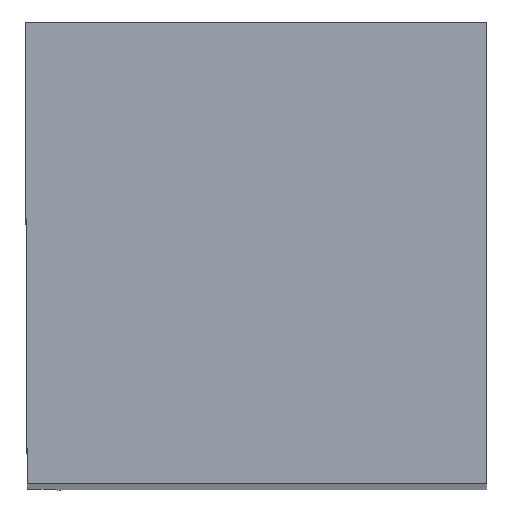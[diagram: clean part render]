
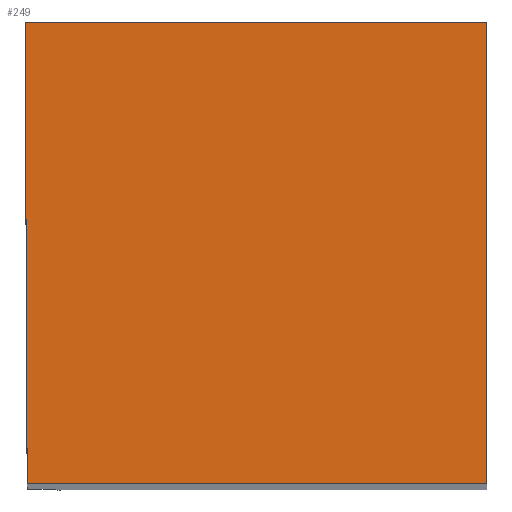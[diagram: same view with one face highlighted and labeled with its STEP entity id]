
A CAD part, top view. The second image highlights one B-rep face of the part: STEP entity #249.
In plain terms, the highlighted planar face has unit normal (0, 0, 1).
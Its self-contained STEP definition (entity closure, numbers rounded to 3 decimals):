
#124=LINE('',#1085,#172);
#125=LINE('',#1087,#173);
#126=LINE('',#1089,#174);
#127=LINE('',#1091,#175);
#172=VECTOR('',#889,1.);
#173=VECTOR('',#892,1.);
#174=VECTOR('',#893,1.);
#175=VECTOR('',#894,1.);
#217=FACE_OUTER_BOUND('',#342,.T.);
#249=ADVANCED_FACE('',(#217),#279,.T.);
#279=PLANE('',#775);
#342=EDGE_LOOP('',(#410,#411,#412,#413));
#410=ORIENTED_EDGE('',*,*,#604,.T.);
#411=ORIENTED_EDGE('',*,*,#603,.T.);
#412=ORIENTED_EDGE('',*,*,#605,.T.);
#413=ORIENTED_EDGE('',*,*,#606,.F.);
#543=VERTEX_POINT('',#1080);
#545=VERTEX_POINT('',#1084);
#546=VERTEX_POINT('',#1088);
#547=VERTEX_POINT('',#1090);
#603=EDGE_CURVE('',#543,#545,#124,.T.);
#604=EDGE_CURVE('',#546,#543,#125,.T.);
#605=EDGE_CURVE('',#545,#547,#126,.T.);
#606=EDGE_CURVE('',#546,#547,#127,.T.);
#775=AXIS2_PLACEMENT_3D('',#1092,#895,#896);
#889=DIRECTION('',(-1.,0.,0.));
#892=DIRECTION('',(0.,1.,0.));
#893=DIRECTION('',(0.004,-1.,0.));
#894=DIRECTION('',(-1.,0.,0.));
#895=DIRECTION('',(0.,0.,1.));
#896=DIRECTION('',(1.,0.,0.));
#1080=CARTESIAN_POINT('',(-0.05,15.95,0.));
#1084=CARTESIAN_POINT('',(-16.,15.95,0.));
#1085=CARTESIAN_POINT('',(2.,15.95,0.));
#1087=CARTESIAN_POINT('',(-0.05,-2.,0.));
#1088=CARTESIAN_POINT('',(-0.05,0.,0.));
#1089=CARTESIAN_POINT('',(-16.009,17.959,0.));
#1090=CARTESIAN_POINT('',(-15.93,0.,0.));
#1091=CARTESIAN_POINT('',(2.,0.,0.));
#1092=CARTESIAN_POINT('',(-18.,17.95,0.));
